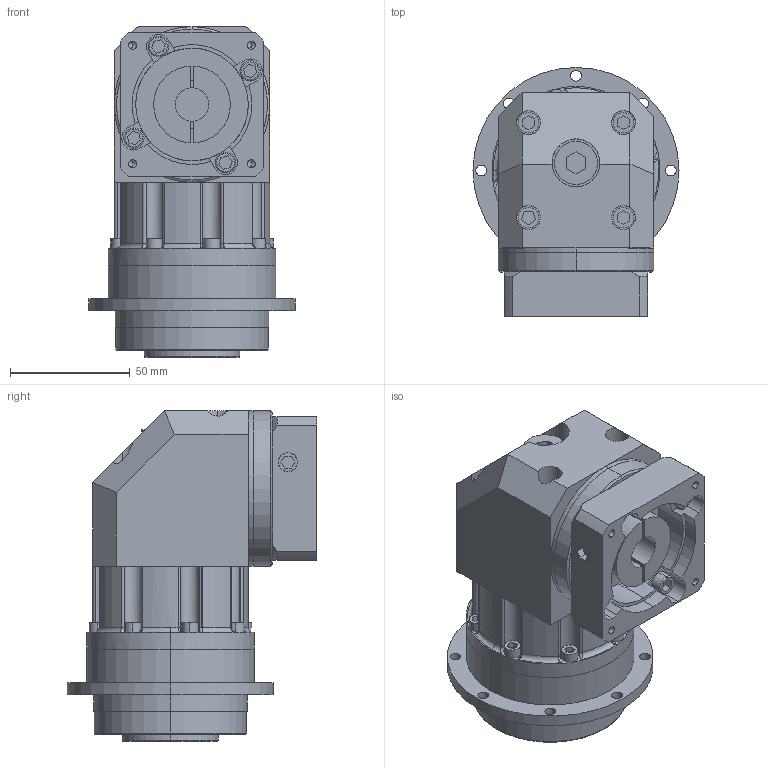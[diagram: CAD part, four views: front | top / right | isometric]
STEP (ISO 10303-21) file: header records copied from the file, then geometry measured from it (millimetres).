
FILE_DESCRIPTION (( 'STEP AP214' ), '1' );
FILE_NAME ('VGZH64等撰耀倰M4.STEP', '2018-06-23T08:07:47', ( 'Windows' ), ( 'Microsoft' ), 'SwSTEP 2.0', 'SolidWorks 2016', '' );
FILE_SCHEMA (( 'AUTOMOTIVE_DESIGN' ));
Length unit declared in the file: millimetre
Products named in the file (1): VGZH64等撰耀倰M4
Bounding box: 86 x 104 x 138 mm (x, y, z)
Volume: 540818.2 mm3; surface area: 86233.7 mm2
Topology: 4 solids, 4 shells, 493 faces, 1226 edges, 773 vertices
Faces by surface type: plane 230, cylinder 188, cone 36, torus 23, bspline 16
Entity records: 16699 total; most frequent: CARTESIAN_POINT 3844, DIRECTION 2527, ORIENTED_EDGE 2392, EDGE_CURVE 1196, AXIS2_PLACEMENT_3D 924, VERTEX_POINT 773, VECTOR 679, LINE 679
